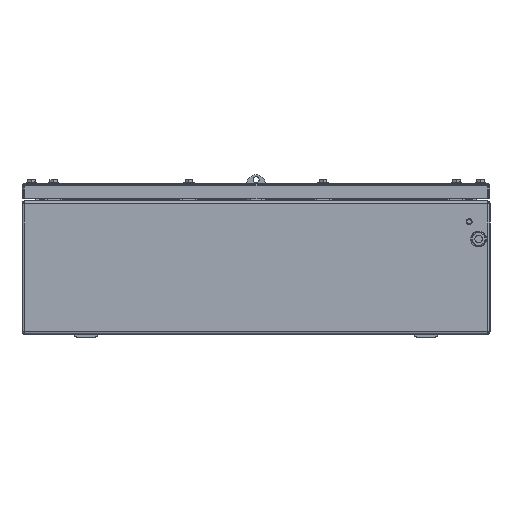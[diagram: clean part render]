
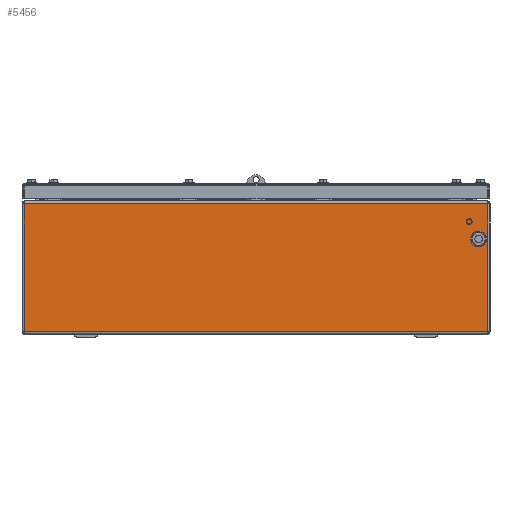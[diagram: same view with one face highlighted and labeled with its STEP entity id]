
A CAD part, left-side view. The second image highlights one B-rep face of the part: STEP entity #5456.
In plain terms, the highlighted planar face has unit normal (-1, 0, 0).
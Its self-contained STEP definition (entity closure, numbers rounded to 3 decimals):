
#5371=AXIS2_PLACEMENT_3D('Plane Axis2P3D',#5368,#5369,#5370) ;
#3342=CARTESIAN_POINT('Vertex',(25.5,3.,176.5)) ;
#3355=CARTESIAN_POINT('Vertex',(25.5,617.,176.5)) ;
#3358=CARTESIAN_POINT('Line Origine',(25.5,310.,176.5)) ;
#5368=CARTESIAN_POINT('Axis2P3D Location',(25.5,620.,180.5)) ;
#5373=CARTESIAN_POINT('Line Origine',(25.5,617.,92.)) ;
#5377=CARTESIAN_POINT('Vertex',(25.5,617.,7.5)) ;
#5380=CARTESIAN_POINT('Line Origine',(25.5,310.,7.5)) ;
#5384=CARTESIAN_POINT('Vertex',(25.5,3.,7.5)) ;
#5387=CARTESIAN_POINT('Line Origine',(25.5,3.,92.)) ;
#5398=CARTESIAN_POINT('Line Origine',(25.5,20.15,130.)) ;
#5402=CARTESIAN_POINT('Vertex',(25.5,20.15,134.96)) ;
#5404=CARTESIAN_POINT('Vertex',(25.5,20.15,125.04)) ;
#5408=CARTESIAN_POINT('Control Point',(25.5,9.85,134.96)) ;
#5409=CARTESIAN_POINT('Control Point',(25.5,10.304,135.432)) ;
#5410=CARTESIAN_POINT('Control Point',(25.5,10.813,135.851)) ;
#5411=CARTESIAN_POINT('Control Point',(25.5,11.367,136.211)) ;
#5412=CARTESIAN_POINT('Control Point',(25.5,12.549,136.796)) ;
#5413=CARTESIAN_POINT('Control Point',(25.5,13.832,137.1)) ;
#5414=CARTESIAN_POINT('Control Point',(25.5,14.488,137.177)) ;
#5415=CARTESIAN_POINT('Control Point',(25.5,15.806,137.18)) ;
#5416=CARTESIAN_POINT('Control Point',(25.5,17.091,136.885)) ;
#5417=CARTESIAN_POINT('Control Point',(25.5,17.714,136.664)) ;
#5418=CARTESIAN_POINT('Control Point',(25.5,18.609,136.225)) ;
#5419=CARTESIAN_POINT('Control Point',(25.5,19.411,135.642)) ;
#5420=CARTESIAN_POINT('Control Point',(25.5,19.671,135.429)) ;
#5421=CARTESIAN_POINT('Control Point',(25.5,19.918,135.201)) ;
#5422=CARTESIAN_POINT('Control Point',(25.5,20.15,134.96)) ;
#5423=CARTESIAN_POINT('Vertex',(25.5,9.85,134.96)) ;
#5426=CARTESIAN_POINT('Line Origine',(25.5,9.85,130.)) ;
#5430=CARTESIAN_POINT('Vertex',(25.5,9.85,125.04)) ;
#5434=CARTESIAN_POINT('Control Point',(25.5,20.15,125.04)) ;
#5435=CARTESIAN_POINT('Control Point',(25.5,19.696,124.568)) ;
#5436=CARTESIAN_POINT('Control Point',(25.5,19.187,124.149)) ;
#5437=CARTESIAN_POINT('Control Point',(25.5,18.633,123.789)) ;
#5438=CARTESIAN_POINT('Control Point',(25.5,17.451,123.204)) ;
#5439=CARTESIAN_POINT('Control Point',(25.5,16.168,122.9)) ;
#5440=CARTESIAN_POINT('Control Point',(25.5,15.512,122.823)) ;
#5441=CARTESIAN_POINT('Control Point',(25.5,14.194,122.82)) ;
#5442=CARTESIAN_POINT('Control Point',(25.5,12.909,123.115)) ;
#5443=CARTESIAN_POINT('Control Point',(25.5,12.286,123.336)) ;
#5444=CARTESIAN_POINT('Control Point',(25.5,11.391,123.775)) ;
#5445=CARTESIAN_POINT('Control Point',(25.5,10.589,124.358)) ;
#5446=CARTESIAN_POINT('Control Point',(25.5,10.329,124.571)) ;
#5447=CARTESIAN_POINT('Control Point',(25.5,10.082,124.799)) ;
#5448=CARTESIAN_POINT('Control Point',(25.5,9.85,125.04)) ;
#3359=DIRECTION('Vector Direction',(0.,-1.,0.)) ;
#5369=DIRECTION('Axis2P3D Direction',(1.,0.,0.)) ;
#5370=DIRECTION('Axis2P3D XDirection',(0.,1.,0.)) ;
#5374=DIRECTION('Vector Direction',(0.,0.,-1.)) ;
#5381=DIRECTION('Vector Direction',(0.,-1.,0.)) ;
#5388=DIRECTION('Vector Direction',(0.,0.,1.)) ;
#5399=DIRECTION('Vector Direction',(0.,0.,-1.)) ;
#5427=DIRECTION('Vector Direction',(0.,0.,1.)) ;
#3360=VECTOR('Line Direction',#3359,1.) ;
#5375=VECTOR('Line Direction',#5374,1.) ;
#5382=VECTOR('Line Direction',#5381,1.) ;
#5389=VECTOR('Line Direction',#5388,1.) ;
#5400=VECTOR('Line Direction',#5399,1.) ;
#5428=VECTOR('Line Direction',#5427,1.) ;
#5393=ORIENTED_EDGE('',*,*,#5379,.T.) ;
#5394=ORIENTED_EDGE('',*,*,#5386,.T.) ;
#5395=ORIENTED_EDGE('',*,*,#5391,.T.) ;
#5396=ORIENTED_EDGE('',*,*,#3362,.T.) ;
#5451=ORIENTED_EDGE('',*,*,#5406,.F.) ;
#5452=ORIENTED_EDGE('',*,*,#5425,.F.) ;
#5453=ORIENTED_EDGE('',*,*,#5432,.F.) ;
#5454=ORIENTED_EDGE('',*,*,#5449,.F.) ;
#5455=FACE_BOUND('',#5450,.T.) ;
#5456=ADVANCED_FACE('40797_ASM_GH_KTB_MH_XXXxXXXxXXX_YGP_S3D-1/GH-1-solid1',(#5397,#5455),#5372,.F.) ;
#5407=B_SPLINE_CURVE_WITH_KNOTS('',5,(#5408,#5409,#5410,#5411,#5412,#5413,#5414,#5415,#5416,#5417,#5418,#5419,#5420,#5421,#5422),.UNSPECIFIED.,.F.,.U.,(6,3,3,3,6),(0.,4.631,9.263,13.894,16.264),.UNSPECIFIED.) ;
#5433=B_SPLINE_CURVE_WITH_KNOTS('',5,(#5434,#5435,#5436,#5437,#5438,#5439,#5440,#5441,#5442,#5443,#5444,#5445,#5446,#5447,#5448),.UNSPECIFIED.,.F.,.U.,(6,3,3,3,6),(0.,4.631,9.263,13.894,16.264),.UNSPECIFIED.) ;
#3362=EDGE_CURVE('',#3343,#3356,#3361,.F.) ;
#5379=EDGE_CURVE('',#3356,#5378,#5376,.T.) ;
#5386=EDGE_CURVE('',#5378,#5385,#5383,.T.) ;
#5391=EDGE_CURVE('',#5385,#3343,#5390,.T.) ;
#5406=EDGE_CURVE('',#5403,#5405,#5401,.T.) ;
#5425=EDGE_CURVE('',#5424,#5403,#5407,.T.) ;
#5432=EDGE_CURVE('',#5431,#5424,#5429,.T.) ;
#5449=EDGE_CURVE('',#5405,#5431,#5433,.T.) ;
#5392=EDGE_LOOP('',(#5393,#5394,#5395,#5396)) ;
#5450=EDGE_LOOP('',(#5451,#5452,#5453,#5454)) ;
#5397=FACE_OUTER_BOUND('',#5392,.T.) ;
#3361=LINE('Line',#3358,#3360) ;
#5376=LINE('Line',#5373,#5375) ;
#5383=LINE('Line',#5380,#5382) ;
#5390=LINE('Line',#5387,#5389) ;
#5401=LINE('Line',#5398,#5400) ;
#5429=LINE('Line',#5426,#5428) ;
#5372=PLANE('',#5371) ;
#3343=VERTEX_POINT('',#3342) ;
#3356=VERTEX_POINT('',#3355) ;
#5378=VERTEX_POINT('',#5377) ;
#5385=VERTEX_POINT('',#5384) ;
#5403=VERTEX_POINT('',#5402) ;
#5405=VERTEX_POINT('',#5404) ;
#5424=VERTEX_POINT('',#5423) ;
#5431=VERTEX_POINT('',#5430) ;
